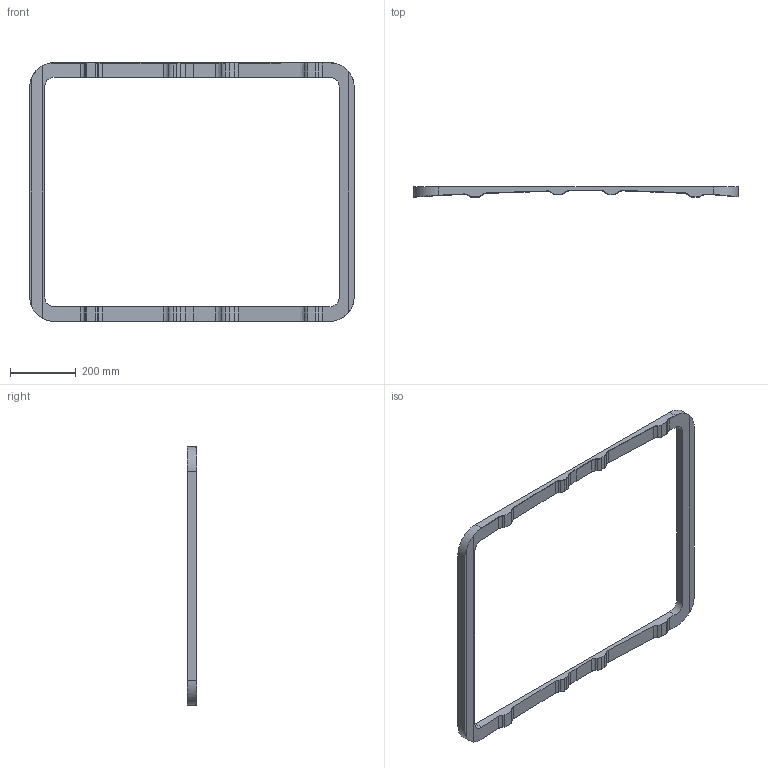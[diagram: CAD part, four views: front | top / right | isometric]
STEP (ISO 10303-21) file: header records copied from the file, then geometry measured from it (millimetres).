
FILE_DESCRIPTION(/* description */ (''),/* implementation_level */ '2;1');
FILE_NAME(/* name */ 'Hatch Frame.step',/* time_stamp */ '2024-03-06T19:38:14+01:00',/* author */ (''),/* organization */ (''),/* preprocessor_version */ 'ST-DEVELOPER v20',/* originating_system */ 'Autodesk Translation Framework v12.20.1.177',/* authorisation */ '');
FILE_SCHEMA (('AUTOMOTIVE_DESIGN { 1 0 10303 214 3 1 1 }'));
Length unit declared in the file: millimetre
Products named in the file (1): (Unsaved)
Bounding box: 990 x 30 x 790 mm (x, y, z)
Volume: 3365859.1 mm3; surface area: 447930.7 mm2
Topology: 1 solids, 1 shells, 123 faces, 342 edges, 220 vertices
Faces by surface type: bspline 48, plane 37, cylinder 33, torus 5
Entity records: 5420 total; most frequent: CARTESIAN_POINT 2598, ORIENTED_EDGE 684, DIRECTION 434, EDGE_CURVE 342, VERTEX_POINT 220, AXIS2_PLACEMENT_3D 155, B_SPLINE_CURVE_WITH_KNOTS 139, EDGE_LOOP 124
